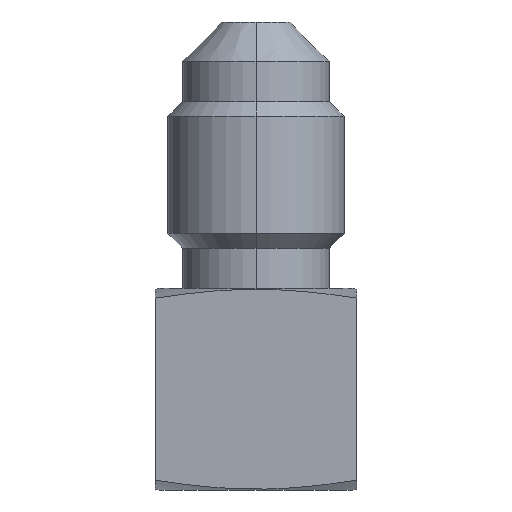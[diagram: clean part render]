
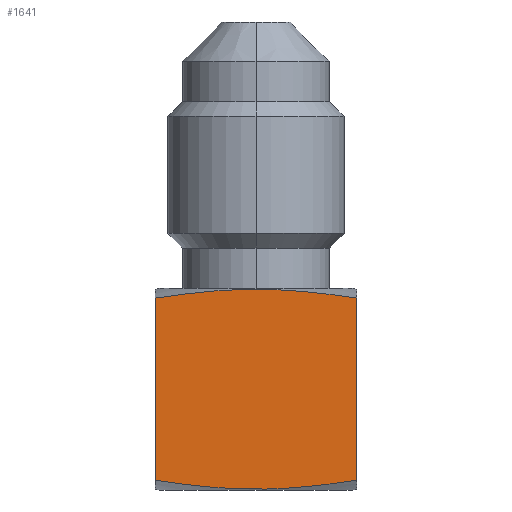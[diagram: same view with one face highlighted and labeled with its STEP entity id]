
A CAD part, left-side view. The second image highlights one B-rep face of the part: STEP entity #1641.
In plain terms, the highlighted planar face has unit normal (-1, 0, 0).
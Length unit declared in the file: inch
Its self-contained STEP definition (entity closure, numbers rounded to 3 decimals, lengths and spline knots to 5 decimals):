
#122=CARTESIAN_POINT('',(-0.25,0.,-0.22586));
#128=DIRECTION('',(0.,0.,1.));
#129=VECTOR('',#128,0.45173);
#130=CARTESIAN_POINT('',(-0.25,0.,-0.22586));
#131=LINE('',#130,#129);
#143=CARTESIAN_POINT('',(-0.25,0.,0.22586));
#721=CARTESIAN_POINT('',(-0.25,0.,-0.22586));
#722=CARTESIAN_POINT('',(-0.25,0.01719,-0.22845));
#723=CARTESIAN_POINT('',(-0.25,0.04989,-0.23309));
#724=CARTESIAN_POINT('',(-0.25,0.09287,-0.2384));
#725=CARTESIAN_POINT('',(-0.25,0.13296,-0.2425));
#726=CARTESIAN_POINT('',(-0.25,0.17193,-0.24553));
#727=CARTESIAN_POINT('',(-0.25,0.21085,-0.24744));
#728=CARTESIAN_POINT('',(-0.25,0.25009,-0.24809));
#729=CARTESIAN_POINT('',(-0.25,0.28933,-0.24743));
#730=CARTESIAN_POINT('',(-0.25,0.32825,-0.24552));
#731=CARTESIAN_POINT('',(-0.25,0.36718,-0.24249));
#732=CARTESIAN_POINT('',(-0.25,0.40722,-0.23838));
#733=CARTESIAN_POINT('',(-0.25,0.45017,-0.23308));
#734=CARTESIAN_POINT('',(-0.25,0.48283,-0.22844));
#735=CARTESIAN_POINT('',(-0.25,0.5,-0.22586));
#740=CARTESIAN_POINT('',(-0.25,0.,0.22586));
#741=CARTESIAN_POINT('',(-0.25,0.01719,0.22845));
#742=CARTESIAN_POINT('',(-0.25,0.04989,0.23309));
#743=CARTESIAN_POINT('',(-0.25,0.09287,0.2384));
#744=CARTESIAN_POINT('',(-0.25,0.13296,0.2425));
#745=CARTESIAN_POINT('',(-0.25,0.17193,0.24553));
#746=CARTESIAN_POINT('',(-0.25,0.21085,0.24744));
#747=CARTESIAN_POINT('',(-0.25,0.25009,0.24809));
#748=CARTESIAN_POINT('',(-0.25,0.28933,0.24743));
#749=CARTESIAN_POINT('',(-0.25,0.32825,0.24552));
#750=CARTESIAN_POINT('',(-0.25,0.36718,0.24249));
#751=CARTESIAN_POINT('',(-0.25,0.40722,0.23838));
#752=CARTESIAN_POINT('',(-0.25,0.45017,0.23308));
#753=CARTESIAN_POINT('',(-0.25,0.48283,0.22844));
#754=CARTESIAN_POINT('',(-0.25,0.5,0.22586));
#759=CARTESIAN_POINT('',(-0.25,0.5,-0.22586));
#805=CARTESIAN_POINT('',(-0.25,0.5,0.22586));
#818=DIRECTION('',(0.,0.,1.));
#819=VECTOR('',#818,0.45173);
#820=CARTESIAN_POINT('',(-0.25,0.5,-0.22586));
#821=LINE('',#820,#819);
#1074=VERTEX_POINT('',#122);
#1076=VERTEX_POINT('',#143);
#1079=VERTEX_POINT('',#759);
#1081=VERTEX_POINT('',#805);
#1629=CARTESIAN_POINT('',(-0.25,0.,-0.25));
#1630=DIRECTION('',(-1.,0.,0.));
#1631=DIRECTION('',(0.,0.,1.));
#1632=AXIS2_PLACEMENT_3D('',#1629,#1630,#1631);
#1633=PLANE('',#1632);
#1634=ORIENTED_EDGE('',*,*,#1127,.T.);
#1636=ORIENTED_EDGE('',*,*,#1635,.T.);
#1637=ORIENTED_EDGE('',*,*,#1617,.F.);
#1638=ORIENTED_EDGE('',*,*,#1100,.F.);
#1639=EDGE_LOOP('',(#1634,#1636,#1637,#1638));
#1640=FACE_OUTER_BOUND('',#1639,.F.);
#1641=ADVANCED_FACE('',(#1640),#1633,.T.);
#736=B_SPLINE_CURVE_WITH_KNOTS('',3,(#721,#722,#723,#724,#725,#726,#727,#728,
#729,#730,#731,#732,#733,#734,#735),.UNSPECIFIED.,.F.,.F.,(4,1,1,1,1,1,1,1,1,1,
1,1,4),(0.,0.08333,0.16667,0.25,0.33333,
0.41667,0.5,0.58333,0.66667,0.75,
0.83333,0.91667,1.),.UNSPECIFIED.);
#755=B_SPLINE_CURVE_WITH_KNOTS('',3,(#740,#741,#742,#743,#744,#745,#746,#747,
#748,#749,#750,#751,#752,#753,#754),.UNSPECIFIED.,.F.,.F.,(4,1,1,1,1,1,1,1,1,1,
1,1,4),(0.,0.08333,0.16667,0.25,0.33333,
0.41667,0.5,0.58333,0.66667,0.75,
0.83333,0.91667,1.),.UNSPECIFIED.);
#1100=EDGE_CURVE('',#1074,#1076,#131,.T.);
#1127=EDGE_CURVE('',#1074,#1079,#736,.T.);
#1617=EDGE_CURVE('',#1076,#1081,#755,.T.);
#1635=EDGE_CURVE('',#1079,#1081,#821,.T.);
